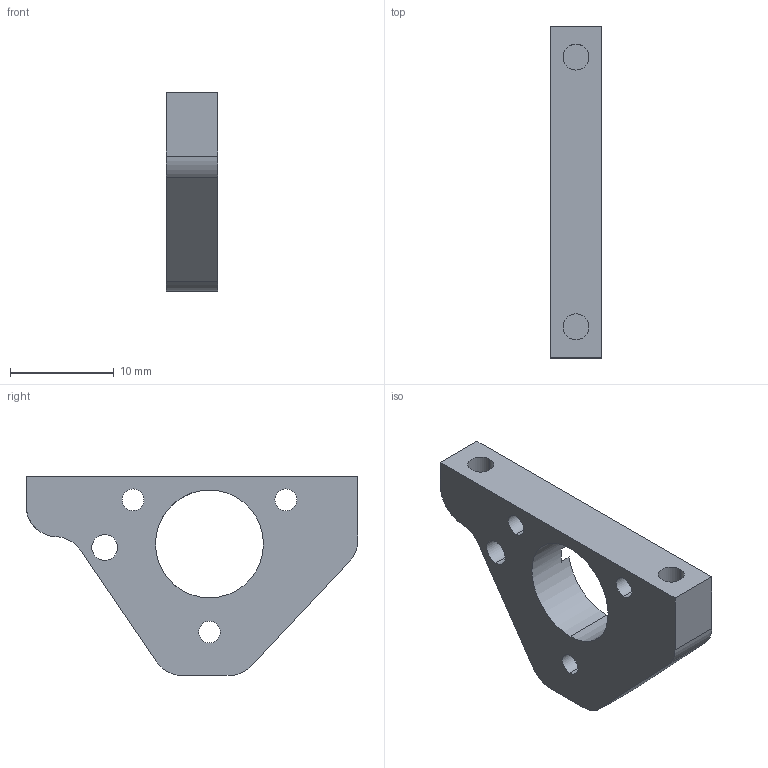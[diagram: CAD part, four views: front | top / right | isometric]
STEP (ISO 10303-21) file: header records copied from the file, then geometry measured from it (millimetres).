
FILE_DESCRIPTION (( 'STEP AP214' ), '1' );
FILE_NAME ('holder motor.STEP', '2025-08-04T21:59:03', ( '' ), ( '' ), 'SwSTEP 2.0', 'SolidWorks 2025', '' );
FILE_SCHEMA (( 'AUTOMOTIVE_DESIGN' ));
Length unit declared in the file: millimetre
Products named in the file (1): holder motor
Bounding box: 5 x 32 x 19.18 mm (x, y, z)
Volume: 1422.3 mm3; surface area: 1540.2 mm2
Topology: 1 solids, 1 shells, 45 faces, 117 edges, 78 vertices
Faces by surface type: cylinder 30, plane 15
Entity records: 1459 total; most frequent: DIRECTION 274, CARTESIAN_POINT 241, ORIENTED_EDGE 234, EDGE_CURVE 117, AXIS2_PLACEMENT_3D 111, VERTEX_POINT 78, CIRCLE 65, EDGE_LOOP 59
